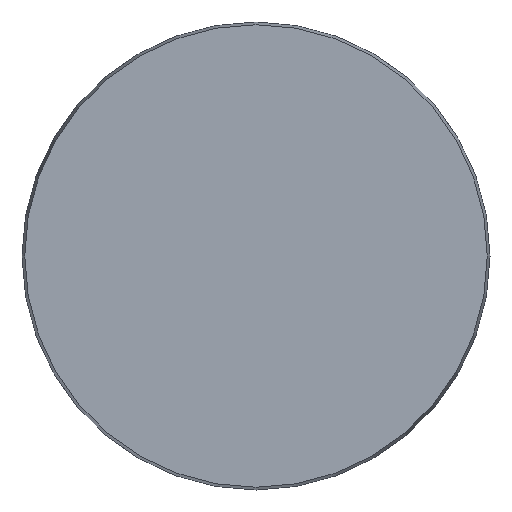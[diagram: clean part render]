
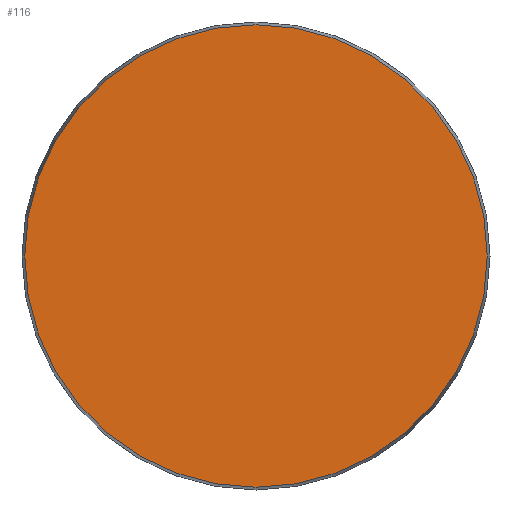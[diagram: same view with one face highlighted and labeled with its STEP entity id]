
A CAD part, front view. The second image highlights one B-rep face of the part: STEP entity #116.
In plain terms, the highlighted planar face has unit normal (0, -1, 0).
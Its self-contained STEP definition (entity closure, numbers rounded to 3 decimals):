
#84 = CARTESIAN_POINT ( 'NONE',  ( -48.425, 0., 0. ) ) ;
#89 = DIRECTION ( 'NONE',  ( 0., 1., 0. ) ) ;
#116 = ADVANCED_FACE ( 'NONE', ( #173 ), #348, .F. ) ;
#173 = FACE_OUTER_BOUND ( 'NONE', #306, .T. ) ;
#188 = CARTESIAN_POINT ( 'NONE',  ( 0., 0., 0. ) ) ;
#201 = DIRECTION ( 'NONE',  ( 0., -1., 0. ) ) ;
#270 = DIRECTION ( 'NONE',  ( 0., 0., -1. ) ) ;
#306 = EDGE_LOOP ( 'NONE', ( #385 ) ) ;
#318 = AXIS2_PLACEMENT_3D ( 'NONE', #84, #89, #435 ) ;
#348 = PLANE ( 'NONE',  #318 ) ;
#385 = ORIENTED_EDGE ( 'NONE', *, *, #521, .T. ) ;
#399 = AXIS2_PLACEMENT_3D ( 'NONE', #188, #201, #270 ) ;
#418 = VERTEX_POINT ( 'NONE', #485 ) ;
#435 = DIRECTION ( 'NONE',  ( 0., 0., 1. ) ) ;
#474 = CIRCLE ( 'NONE', #399, 48.425 ) ;
#485 = CARTESIAN_POINT ( 'NONE',  ( 0., 0., -48.425 ) ) ;
#521 = EDGE_CURVE ( 'NONE', #418, #418, #474, .T. ) ;
